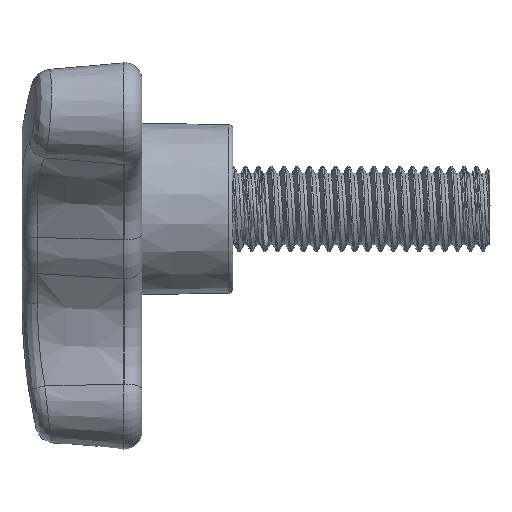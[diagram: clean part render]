
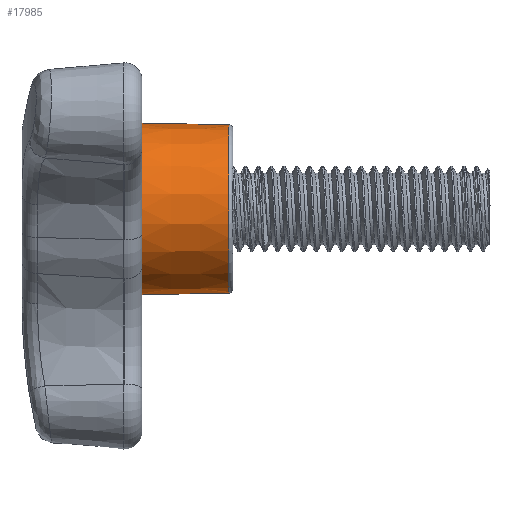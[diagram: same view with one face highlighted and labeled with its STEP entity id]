
A CAD part, left-side view. The second image highlights one B-rep face of the part: STEP entity #17985.
In plain terms, the highlighted conical face has half-angle 1 degrees and reference radius 10 mm.
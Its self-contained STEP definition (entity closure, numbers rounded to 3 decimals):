
#789 = CARTESIAN_POINT ( 'NONE',  ( 0., -14., -10. ) ) ;
#1205 = VERTEX_POINT ( 'NONE', #10680 ) ;
#1363 = VERTEX_POINT ( 'NONE', #16445 ) ;
#2354 = VECTOR ( 'NONE', #4499, 1000. ) ;
#2839 = AXIS2_PLACEMENT_3D ( 'NONE', #12293, #19153, #10354 ) ;
#2967 = ORIENTED_EDGE ( 'NONE', *, *, #8103, .T. ) ;
#3997 = DIRECTION ( 'NONE',  ( 0., 0., 1. ) ) ;
#4499 = DIRECTION ( 'NONE',  ( 0., 1., -0.017 ) ) ;
#4627 = EDGE_CURVE ( 'NONE', #13108, #1205, #11433, .T. ) ;
#5039 = CARTESIAN_POINT ( 'NONE',  ( 0., -14., 10. ) ) ;
#5517 = DIRECTION ( 'NONE',  ( 0., -1., 0. ) ) ;
#5929 = ORIENTED_EDGE ( 'NONE', *, *, #13238, .T. ) ;
#7233 = DIRECTION ( 'NONE',  ( 0., 0., 1. ) ) ;
#7283 = ORIENTED_EDGE ( 'NONE', *, *, #4627, .T. ) ;
#7806 = ORIENTED_EDGE ( 'NONE', *, *, #11160, .F. ) ;
#7809 = AXIS2_PLACEMENT_3D ( 'NONE', #16031, #5517, #7233 ) ;
#8103 = EDGE_CURVE ( 'NONE', #13213, #1363, #15481, .T. ) ;
#9146 = LINE ( 'NONE', #5039, #20534 ) ;
#10354 = DIRECTION ( 'NONE',  ( 0., 0., -1. ) ) ;
#10680 = CARTESIAN_POINT ( 'NONE',  ( 0., -14., -10. ) ) ;
#11160 = EDGE_CURVE ( 'NONE', #13213, #1205, #11242, .T. ) ;
#11242 = LINE ( 'NONE', #789, #2354 ) ;
#11433 = CIRCLE ( 'NONE', #7809, 10. ) ;
#12293 = CARTESIAN_POINT ( 'NONE',  ( 0., -14., 0. ) ) ;
#13108 = VERTEX_POINT ( 'NONE', #22251 ) ;
#13213 = VERTEX_POINT ( 'NONE', #17067 ) ;
#13238 = EDGE_CURVE ( 'NONE', #1363, #13108, #9146, .T. ) ;
#14303 = DIRECTION ( 'NONE',  ( 0., 1., 0. ) ) ;
#15481 = CIRCLE ( 'NONE', #17845, 9.824 ) ;
#15860 = EDGE_LOOP ( 'NONE', ( #2967, #5929, #7283, #7806 ) ) ;
#16031 = CARTESIAN_POINT ( 'NONE',  ( 0., -14., 0. ) ) ;
#16445 = CARTESIAN_POINT ( 'NONE',  ( 0., -24.109, 9.824 ) ) ;
#17067 = CARTESIAN_POINT ( 'NONE',  ( 0., -24.109, -9.824 ) ) ;
#17845 = AXIS2_PLACEMENT_3D ( 'NONE', #19939, #14303, #3997 ) ;
#17985 = ADVANCED_FACE ( 'NONE', ( #22377 ), #21554, .T. ) ;
#19153 = DIRECTION ( 'NONE',  ( 0., 1., 0. ) ) ;
#19220 = DIRECTION ( 'NONE',  ( 0., 1., 0.017 ) ) ;
#19939 = CARTESIAN_POINT ( 'NONE',  ( 0., -24.109, 0. ) ) ;
#20534 = VECTOR ( 'NONE', #19220, 1000. ) ;
#21554 = CONICAL_SURFACE ( 'NONE', #2839, 10., 0.017 ) ;
#22251 = CARTESIAN_POINT ( 'NONE',  ( 0., -14., 10. ) ) ;
#22377 = FACE_OUTER_BOUND ( 'NONE', #15860, .T. ) ;
